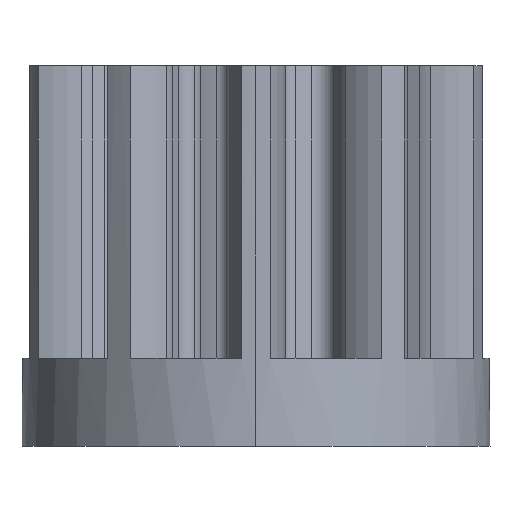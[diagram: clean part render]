
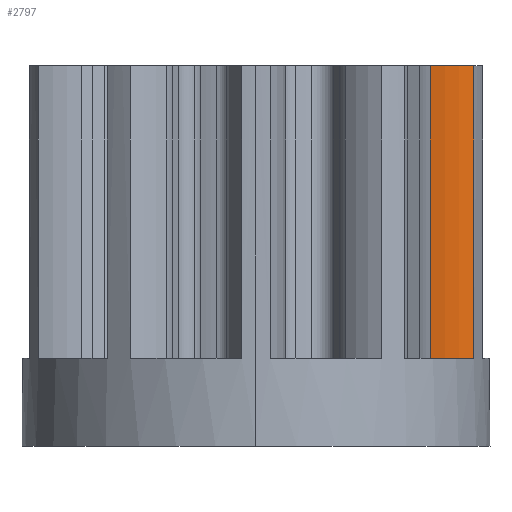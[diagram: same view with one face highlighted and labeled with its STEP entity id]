
A CAD part, left-side view. The second image highlights one B-rep face of the part: STEP entity #2797.
In plain terms, the highlighted cylindrical face has radius 3.315 mm (diameter 6.629 mm), a partial arc.
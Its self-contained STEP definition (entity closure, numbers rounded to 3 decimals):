
#81 = DIRECTION ( 'NONE',  ( 0.809, -0.588, 0. ) ) ;
#94 = DIRECTION ( 'NONE',  ( 0.809, -0.588, 0. ) ) ;
#105 = CARTESIAN_POINT ( 'NONE',  ( 154.606, -11.544, -59.475 ) ) ;
#407 = EDGE_CURVE ( 'NONE', #3686, #849, #1457, .T. ) ;
#461 = CARTESIAN_POINT ( 'NONE',  ( 151.41, -12.422, -49.475 ) ) ;
#479 = AXIS2_PLACEMENT_3D ( 'NONE', #105, #3095, #3402 ) ;
#634 = CARTESIAN_POINT ( 'NONE',  ( 154.606, -11.544, -59.475 ) ) ;
#659 = VECTOR ( 'NONE', #2923, 1000. ) ;
#713 = CARTESIAN_POINT ( 'NONE',  ( 151.348, -10.933, -59.475 ) ) ;
#849 = VERTEX_POINT ( 'NONE', #3168 ) ;
#924 = ORIENTED_EDGE ( 'NONE', *, *, #972, .T. ) ;
#936 = ORIENTED_EDGE ( 'NONE', *, *, #3617, .F. ) ;
#972 = EDGE_CURVE ( 'NONE', #1884, #3415, #1500, .T. ) ;
#1205 = AXIS2_PLACEMENT_3D ( 'NONE', #1258, #2771, #81 ) ;
#1258 = CARTESIAN_POINT ( 'NONE',  ( 154.606, -11.544, -49.475 ) ) ;
#1438 = FACE_OUTER_BOUND ( 'NONE', #3463, .T. ) ;
#1457 = LINE ( 'NONE', #1544, #1593 ) ;
#1500 = LINE ( 'NONE', #2912, #659 ) ;
#1544 = CARTESIAN_POINT ( 'NONE',  ( 151.348, -10.933, -59.475 ) ) ;
#1583 = EDGE_CURVE ( 'NONE', #3415, #849, #2391, .T. ) ;
#1593 = VECTOR ( 'NONE', #2446, 1000. ) ;
#1774 = CYLINDRICAL_SURFACE ( 'NONE', #479, 3.315 ) ;
#1884 = VERTEX_POINT ( 'NONE', #2097 ) ;
#2097 = CARTESIAN_POINT ( 'NONE',  ( 151.41, -12.422, -59.475 ) ) ;
#2391 = CIRCLE ( 'NONE', #1205, 3.315 ) ;
#2446 = DIRECTION ( 'NONE',  ( 0., 0., 1. ) ) ;
#2581 = ORIENTED_EDGE ( 'NONE', *, *, #1583, .T. ) ;
#2771 = DIRECTION ( 'NONE',  ( 0., 0., -1. ) ) ;
#2797 = ADVANCED_FACE ( 'NONE', ( #1438 ), #1774, .T. ) ;
#2912 = CARTESIAN_POINT ( 'NONE',  ( 151.41, -12.422, -59.475 ) ) ;
#2923 = DIRECTION ( 'NONE',  ( 0., 0., 1. ) ) ;
#3003 = AXIS2_PLACEMENT_3D ( 'NONE', #634, #3365, #94 ) ;
#3051 = CIRCLE ( 'NONE', #3003, 3.315 ) ;
#3095 = DIRECTION ( 'NONE',  ( 0., 0., 1. ) ) ;
#3168 = CARTESIAN_POINT ( 'NONE',  ( 151.348, -10.933, -49.475 ) ) ;
#3336 = ORIENTED_EDGE ( 'NONE', *, *, #407, .F. ) ;
#3365 = DIRECTION ( 'NONE',  ( 0., 0., -1. ) ) ;
#3402 = DIRECTION ( 'NONE',  ( 0., -1., 0. ) ) ;
#3415 = VERTEX_POINT ( 'NONE', #461 ) ;
#3463 = EDGE_LOOP ( 'NONE', ( #2581, #3336, #936, #924 ) ) ;
#3617 = EDGE_CURVE ( 'NONE', #1884, #3686, #3051, .T. ) ;
#3686 = VERTEX_POINT ( 'NONE', #713 ) ;
